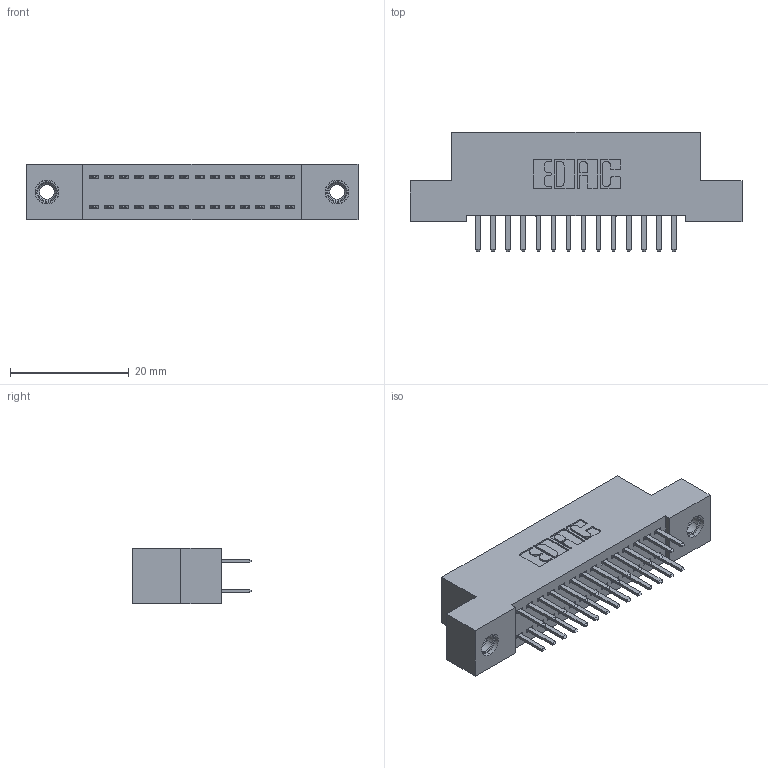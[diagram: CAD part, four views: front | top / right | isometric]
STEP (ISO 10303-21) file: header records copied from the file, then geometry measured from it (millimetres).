
FILE_DESCRIPTION (( 'STEP AP203' ), '1' );
FILE_NAME ('392-028-520-207.STEP', '2019-10-07T12:06:53', ( '' ), ( '' ), 'SwSTEP 2.0', 'SolidWorks 2016', '' );
FILE_SCHEMA (( 'CONFIG_CONTROL_DESIGN' ));
Length unit declared in the file: inch
Products named in the file (4): 342 Part_TI; 345-292-001_345-293-120; 345-250-001_345-250-005-103; 392-028-520-207
Assembly tree (31 placements, depth 2):
  392-028-520-207
    342 Part_TI
    345-292-001_345-293-120  x28
    345-250-001_345-250-005-103  x2
Bounding box: 55.88 x 20.02 x 9.4 mm (x, y, z)
Volume: 4863.3 mm3; surface area: 7223 mm2
Topology: 31 solids, 31 shells, 1738 faces, 4999 edges, 3250 vertices
Faces by surface type: plane 1162, cylinder 560, cone 12, torus 4
Entity records: 13796 total; most frequent: CARTESIAN_POINT 2313, ORIENTED_EDGE 2230, DIRECTION 2045, EDGE_CURVE 1115, VECTOR 963, LINE 963, VERTEX_POINT 736, AXIS2_PLACEMENT_3D 541
